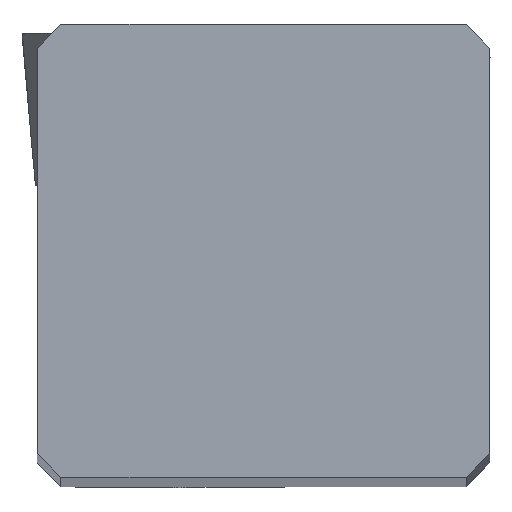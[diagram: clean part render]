
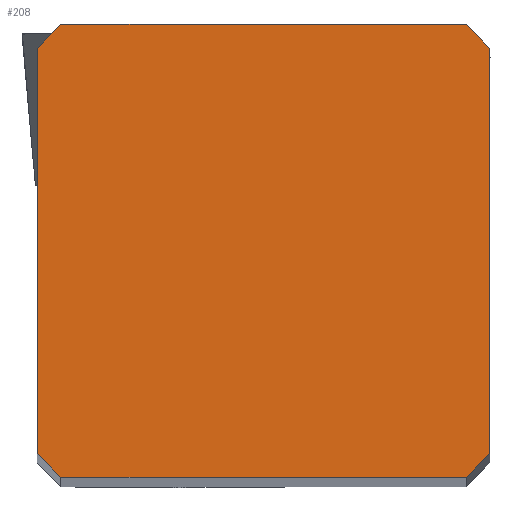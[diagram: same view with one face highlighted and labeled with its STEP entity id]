
A CAD part, top view. The second image highlights one B-rep face of the part: STEP entity #208.
In plain terms, the highlighted planar face has unit normal (0, 0, 1).
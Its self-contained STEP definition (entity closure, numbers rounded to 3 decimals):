
#129=FACE_OUTER_BOUND('',#336,.T.);
#208=ADVANCED_FACE('',(#129),#278,.T.);
#278=PLANE('',#1691);
#336=EDGE_LOOP('',(#526,#527,#528,#529,#530,#531,#532,#533));
#526=ORIENTED_EDGE('',*,*,#1044,.F.);
#527=ORIENTED_EDGE('',*,*,#1045,.F.);
#528=ORIENTED_EDGE('',*,*,#1009,.F.);
#529=ORIENTED_EDGE('',*,*,#1046,.F.);
#530=ORIENTED_EDGE('',*,*,#1047,.T.);
#531=ORIENTED_EDGE('',*,*,#1048,.F.);
#532=ORIENTED_EDGE('',*,*,#1049,.T.);
#533=ORIENTED_EDGE('',*,*,#1050,.F.);
#854=VERTEX_POINT('',#2383);
#855=VERTEX_POINT('',#2385);
#879=VERTEX_POINT('',#2443);
#884=VERTEX_POINT('',#2478);
#885=VERTEX_POINT('',#2483);
#886=VERTEX_POINT('',#2485);
#887=VERTEX_POINT('',#2487);
#888=VERTEX_POINT('',#2489);
#1009=EDGE_CURVE('',#854,#855,#1350,.T.);
#1044=EDGE_CURVE('',#884,#879,#1372,.T.);
#1045=EDGE_CURVE('',#855,#884,#1373,.T.);
#1046=EDGE_CURVE('',#885,#854,#1374,.T.);
#1047=EDGE_CURVE('',#885,#886,#1375,.T.);
#1048=EDGE_CURVE('',#887,#886,#1376,.T.);
#1049=EDGE_CURVE('',#887,#888,#1377,.T.);
#1050=EDGE_CURVE('',#879,#888,#1378,.T.);
#1350=LINE('',#2384,#1470);
#1372=LINE('',#2479,#1492);
#1373=LINE('',#2481,#1493);
#1374=LINE('',#2482,#1494);
#1375=LINE('',#2484,#1495);
#1376=LINE('',#2486,#1496);
#1377=LINE('',#2488,#1497);
#1378=LINE('',#2490,#1498);
#1470=VECTOR('',#1930,1.);
#1492=VECTOR('',#1986,1.);
#1493=VECTOR('',#1989,1.);
#1494=VECTOR('',#1990,1.);
#1495=VECTOR('',#1991,1.);
#1496=VECTOR('',#1992,1.);
#1497=VECTOR('',#1993,1.);
#1498=VECTOR('',#1994,1.);
#1691=AXIS2_PLACEMENT_3D('',#2491,#1995,#1996);
#1930=DIRECTION('',(-1.,0.,0.));
#1986=DIRECTION('',(0.,1.,0.));
#1989=DIRECTION('',(-0.707,0.707,0.));
#1990=DIRECTION('',(-0.707,-0.707,0.));
#1991=DIRECTION('',(0.,1.,0.));
#1992=DIRECTION('',(0.707,-0.707,0.));
#1993=DIRECTION('',(-1.,0.,0.));
#1994=DIRECTION('',(0.707,0.707,0.));
#1995=DIRECTION('',(0.,0.,1.));
#1996=DIRECTION('',(1.,0.,0.));
#2383=CARTESIAN_POINT('',(-0.5,0.,0.));
#2384=CARTESIAN_POINT('',(-0.5,0.,0.));
#2385=CARTESIAN_POINT('',(-9.025,0.,0.));
#2443=CARTESIAN_POINT('',(-9.525,9.025,0.));
#2478=CARTESIAN_POINT('',(-9.525,0.5,0.));
#2479=CARTESIAN_POINT('',(-9.525,0.5,0.));
#2481=CARTESIAN_POINT('',(-9.025,0.,0.));
#2482=CARTESIAN_POINT('',(0.,0.5,0.));
#2483=CARTESIAN_POINT('',(0.,0.5,0.));
#2484=CARTESIAN_POINT('',(0.,0.5,0.));
#2485=CARTESIAN_POINT('',(0.,9.025,0.));
#2486=CARTESIAN_POINT('',(-0.5,9.525,0.));
#2487=CARTESIAN_POINT('',(-0.5,9.525,0.));
#2488=CARTESIAN_POINT('',(-0.5,9.525,0.));
#2489=CARTESIAN_POINT('',(-9.025,9.525,0.));
#2490=CARTESIAN_POINT('',(-9.525,9.025,0.));
#2491=CARTESIAN_POINT('',(-4.763,4.763,0.));
